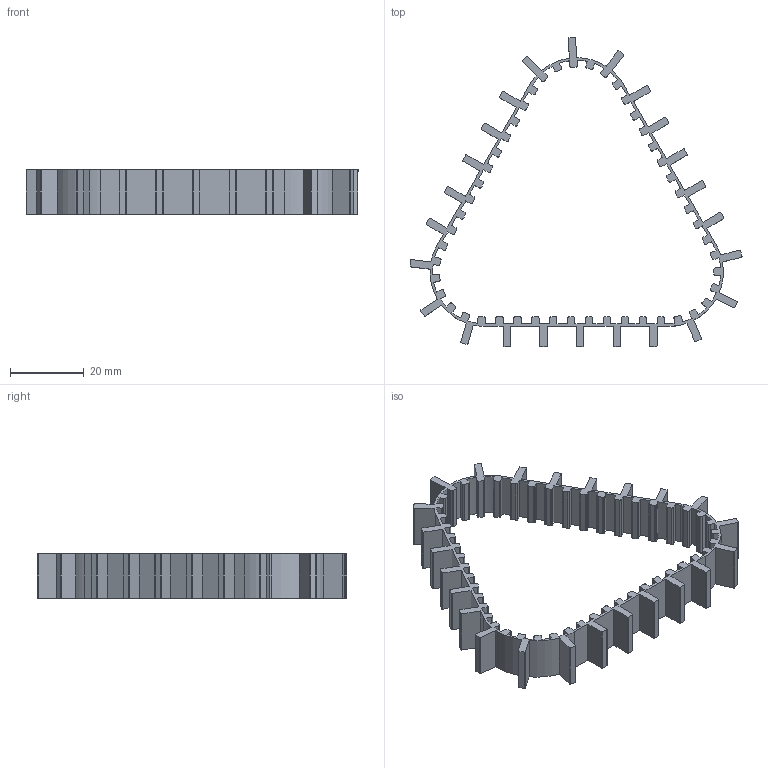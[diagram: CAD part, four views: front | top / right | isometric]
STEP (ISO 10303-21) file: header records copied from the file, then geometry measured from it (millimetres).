
FILE_DESCRIPTION (( 'STEP AP214' ), '1' );
FILE_NAME ('Belt.STEP', '2021-05-28T21:37:38', ( '' ), ( '' ), 'SwSTEP 2.0', 'SolidWorks 2020', '' );
FILE_SCHEMA (( 'AUTOMOTIVE_DESIGN' ));
Length unit declared in the file: centimetre
Products named in the file (1): Belt
Bounding box: 89.73 x 83.53 x 12 mm (x, y, z)
Volume: 7302.2 mm3; surface area: 12020.4 mm2
Topology: 1 solids, 1 shells, 487 faces, 1455 edges, 970 vertices
Faces by surface type: plane 271, cylinder 216
Entity records: 16499 total; most frequent: CARTESIAN_POINT 2913, ORIENTED_EDGE 2910, DIRECTION 2863, EDGE_CURVE 1455, LINE 1023, VECTOR 1023, VERTEX_POINT 970, AXIS2_PLACEMENT_3D 920
